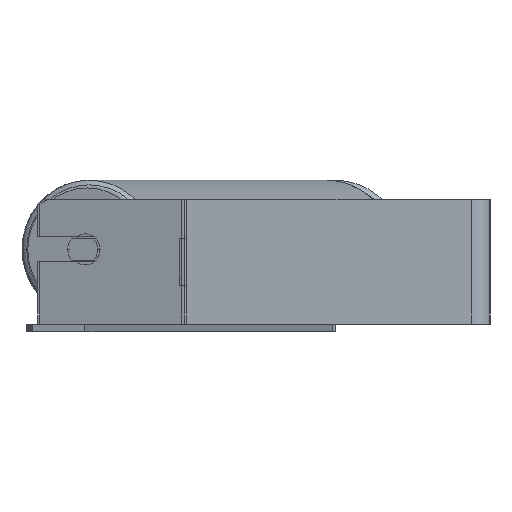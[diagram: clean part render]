
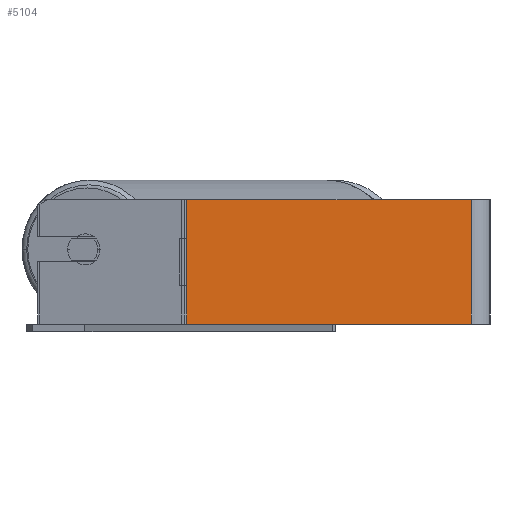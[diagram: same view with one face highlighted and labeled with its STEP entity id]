
A CAD part, left-side view. The second image highlights one B-rep face of the part: STEP entity #5104.
In plain terms, the highlighted planar face has unit normal (-1, 0, 0).
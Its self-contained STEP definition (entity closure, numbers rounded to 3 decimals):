
#169 = CARTESIAN_POINT ( 'NONE',  ( -945., 195.098, -40. ) ) ;
#242 = CARTESIAN_POINT ( 'NONE',  ( -945., 195.098, 40. ) ) ;
#710 = FACE_OUTER_BOUND ( 'NONE', #3528, .T. ) ;
#805 = CARTESIAN_POINT ( 'NONE',  ( -945., 196.678, 40. ) ) ;
#900 = DIRECTION ( 'NONE',  ( 0., 0., -1. ) ) ;
#1049 = ORIENTED_EDGE ( 'NONE', *, *, #8626, .T. ) ;
#1166 = CARTESIAN_POINT ( 'NONE',  ( -945., 196.678, 40. ) ) ;
#1220 = EDGE_CURVE ( 'NONE', #1901, #3014, #8181, .T. ) ;
#1396 = CARTESIAN_POINT ( 'NONE',  ( -945., 12., -40. ) ) ;
#1753 = ORIENTED_EDGE ( 'NONE', *, *, #8068, .F. ) ;
#1901 = VERTEX_POINT ( 'NONE', #2485 ) ;
#2485 = CARTESIAN_POINT ( 'NONE',  ( -945., 12., 40. ) ) ;
#2577 = DIRECTION ( 'NONE',  ( 0., 0., -1. ) ) ;
#3014 = VERTEX_POINT ( 'NONE', #1396 ) ;
#3207 = VERTEX_POINT ( 'NONE', #242 ) ;
#3311 = LINE ( 'NONE', #6195, #5720 ) ;
#3528 = EDGE_LOOP ( 'NONE', ( #1049, #6449, #1753, #7815 ) ) ;
#3756 = CARTESIAN_POINT ( 'NONE',  ( -945., 12., 40. ) ) ;
#4074 = DIRECTION ( 'NONE',  ( 0., -1., 0. ) ) ;
#4375 = PLANE ( 'NONE',  #7827 ) ;
#5104 = ADVANCED_FACE ( 'NONE', ( #710 ), #4375, .F. ) ;
#5142 = VECTOR ( 'NONE', #5349, 1000. ) ;
#5349 = DIRECTION ( 'NONE',  ( 0., 0., -1. ) ) ;
#5482 = LINE ( 'NONE', #1166, #6631 ) ;
#5720 = VECTOR ( 'NONE', #2577, 1000. ) ;
#5845 = CARTESIAN_POINT ( 'NONE',  ( -945., 196.678, -40. ) ) ;
#6195 = CARTESIAN_POINT ( 'NONE',  ( -945., 195.098, 40. ) ) ;
#6449 = ORIENTED_EDGE ( 'NONE', *, *, #1220, .F. ) ;
#6559 = DIRECTION ( 'NONE',  ( 0., -1., 0. ) ) ;
#6631 = VECTOR ( 'NONE', #4074, 1000. ) ;
#6701 = LINE ( 'NONE', #5845, #9210 ) ;
#7407 = DIRECTION ( 'NONE',  ( 1., 0., 0. ) ) ;
#7815 = ORIENTED_EDGE ( 'NONE', *, *, #8061, .T. ) ;
#7827 = AXIS2_PLACEMENT_3D ( 'NONE', #805, #7407, #900 ) ;
#8061 = EDGE_CURVE ( 'NONE', #3207, #8336, #3311, .T. ) ;
#8068 = EDGE_CURVE ( 'NONE', #3207, #1901, #5482, .T. ) ;
#8181 = LINE ( 'NONE', #3756, #5142 ) ;
#8336 = VERTEX_POINT ( 'NONE', #169 ) ;
#8626 = EDGE_CURVE ( 'NONE', #8336, #3014, #6701, .T. ) ;
#9210 = VECTOR ( 'NONE', #6559, 1000. ) ;
